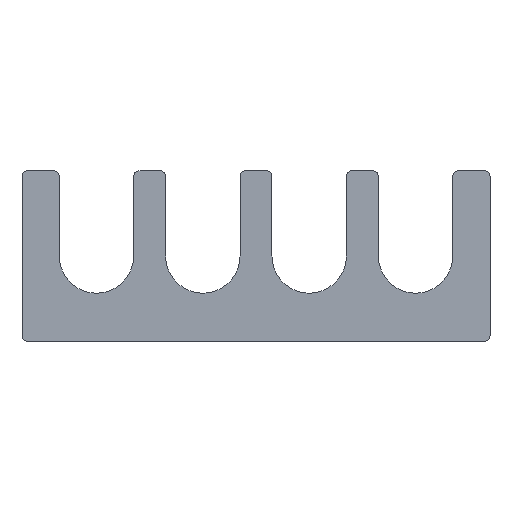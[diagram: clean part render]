
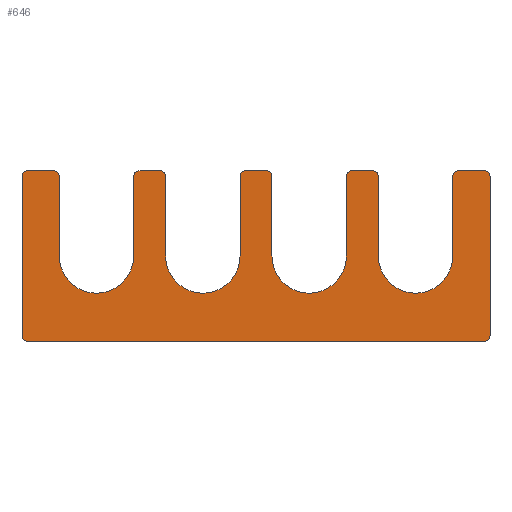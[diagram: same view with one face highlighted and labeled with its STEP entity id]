
A CAD part, top view. The second image highlights one B-rep face of the part: STEP entity #646.
In plain terms, the highlighted planar face has unit normal (0, 0, 1).
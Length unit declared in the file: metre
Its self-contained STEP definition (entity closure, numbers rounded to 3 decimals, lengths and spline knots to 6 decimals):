
#13=CIRCLE('',#679,0.0035);
#15=CIRCLE('',#685,0.0035);
#17=CIRCLE('',#691,0.0035);
#19=CIRCLE('',#697,0.0035);
#20=CIRCLE('',#702,0.0005);
#21=CIRCLE('',#703,0.0005);
#22=CIRCLE('',#704,0.0005);
#23=CIRCLE('',#705,0.0005);
#24=CIRCLE('',#706,0.0005);
#25=CIRCLE('',#707,0.0005);
#26=CIRCLE('',#708,0.0005);
#27=CIRCLE('',#709,0.0005);
#28=CIRCLE('',#710,0.0005);
#29=CIRCLE('',#711,0.0005);
#30=CIRCLE('',#712,0.0005);
#31=CIRCLE('',#713,0.0005);
#140=ORIENTED_EDGE('',*,*,#290,.T.);
#141=ORIENTED_EDGE('',*,*,#324,.T.);
#142=ORIENTED_EDGE('',*,*,#292,.F.);
#143=ORIENTED_EDGE('',*,*,#298,.F.);
#144=ORIENTED_EDGE('',*,*,#301,.T.);
#145=ORIENTED_EDGE('',*,*,#325,.T.);
#146=ORIENTED_EDGE('',*,*,#304,.T.);
#147=ORIENTED_EDGE('',*,*,#326,.T.);
#148=ORIENTED_EDGE('',*,*,#306,.F.);
#149=ORIENTED_EDGE('',*,*,#312,.F.);
#150=ORIENTED_EDGE('',*,*,#315,.T.);
#151=ORIENTED_EDGE('',*,*,#327,.T.);
#152=ORIENTED_EDGE('',*,*,#318,.T.);
#153=ORIENTED_EDGE('',*,*,#328,.T.);
#154=ORIENTED_EDGE('',*,*,#322,.F.);
#155=ORIENTED_EDGE('',*,*,#329,.T.);
#156=ORIENTED_EDGE('',*,*,#252,.F.);
#157=ORIENTED_EDGE('',*,*,#330,.T.);
#158=ORIENTED_EDGE('',*,*,#256,.T.);
#159=ORIENTED_EDGE('',*,*,#331,.T.);
#160=ORIENTED_EDGE('',*,*,#262,.T.);
#161=ORIENTED_EDGE('',*,*,#332,.T.);
#162=ORIENTED_EDGE('',*,*,#264,.F.);
#163=ORIENTED_EDGE('',*,*,#270,.T.);
#164=ORIENTED_EDGE('',*,*,#273,.T.);
#165=ORIENTED_EDGE('',*,*,#333,.T.);
#166=ORIENTED_EDGE('',*,*,#276,.F.);
#167=ORIENTED_EDGE('',*,*,#334,.T.);
#168=ORIENTED_EDGE('',*,*,#278,.F.);
#169=ORIENTED_EDGE('',*,*,#284,.T.);
#170=ORIENTED_EDGE('',*,*,#287,.T.);
#171=ORIENTED_EDGE('',*,*,#335,.T.);
#252=EDGE_CURVE('',#348,#349,#412,.T.);
#256=EDGE_CURVE('',#352,#353,#416,.T.);
#262=EDGE_CURVE('',#359,#358,#422,.T.);
#264=EDGE_CURVE('',#360,#361,#424,.T.);
#270=EDGE_CURVE('',#360,#365,#13,.T.);
#273=EDGE_CURVE('',#365,#367,#431,.T.);
#276=EDGE_CURVE('',#370,#371,#434,.T.);
#278=EDGE_CURVE('',#372,#373,#436,.T.);
#284=EDGE_CURVE('',#372,#377,#15,.T.);
#287=EDGE_CURVE('',#377,#379,#443,.T.);
#290=EDGE_CURVE('',#383,#382,#446,.T.);
#292=EDGE_CURVE('',#384,#385,#448,.T.);
#298=EDGE_CURVE('',#389,#384,#17,.T.);
#301=EDGE_CURVE('',#389,#391,#455,.T.);
#304=EDGE_CURVE('',#395,#394,#458,.T.);
#306=EDGE_CURVE('',#396,#397,#460,.T.);
#312=EDGE_CURVE('',#401,#396,#19,.T.);
#315=EDGE_CURVE('',#401,#403,#467,.T.);
#318=EDGE_CURVE('',#407,#406,#470,.T.);
#322=EDGE_CURVE('',#410,#411,#474,.T.);
#324=EDGE_CURVE('',#382,#385,#20,.T.);
#325=EDGE_CURVE('',#391,#395,#21,.T.);
#326=EDGE_CURVE('',#394,#397,#22,.T.);
#327=EDGE_CURVE('',#403,#407,#23,.T.);
#328=EDGE_CURVE('',#406,#411,#24,.T.);
#329=EDGE_CURVE('',#410,#349,#25,.T.);
#330=EDGE_CURVE('',#348,#352,#26,.T.);
#331=EDGE_CURVE('',#353,#359,#27,.T.);
#332=EDGE_CURVE('',#358,#361,#28,.T.);
#333=EDGE_CURVE('',#367,#371,#29,.T.);
#334=EDGE_CURVE('',#370,#373,#30,.T.);
#335=EDGE_CURVE('',#379,#383,#31,.T.);
#348=VERTEX_POINT('',#940);
#349=VERTEX_POINT('',#941);
#352=VERTEX_POINT('',#949);
#353=VERTEX_POINT('',#950);
#358=VERTEX_POINT('',#961);
#359=VERTEX_POINT('',#963);
#360=VERTEX_POINT('',#967);
#361=VERTEX_POINT('',#968);
#365=VERTEX_POINT('',#978);
#367=VERTEX_POINT('',#984);
#370=VERTEX_POINT('',#991);
#371=VERTEX_POINT('',#993);
#372=VERTEX_POINT('',#997);
#373=VERTEX_POINT('',#998);
#377=VERTEX_POINT('',#1008);
#379=VERTEX_POINT('',#1014);
#382=VERTEX_POINT('',#1021);
#383=VERTEX_POINT('',#1023);
#384=VERTEX_POINT('',#1027);
#385=VERTEX_POINT('',#1028);
#389=VERTEX_POINT('',#1038);
#391=VERTEX_POINT('',#1044);
#394=VERTEX_POINT('',#1051);
#395=VERTEX_POINT('',#1053);
#396=VERTEX_POINT('',#1057);
#397=VERTEX_POINT('',#1058);
#401=VERTEX_POINT('',#1068);
#403=VERTEX_POINT('',#1074);
#406=VERTEX_POINT('',#1081);
#407=VERTEX_POINT('',#1083);
#410=VERTEX_POINT('',#1090);
#411=VERTEX_POINT('',#1092);
#412=LINE('',#939,#476);
#416=LINE('',#948,#480);
#422=LINE('',#962,#486);
#424=LINE('',#966,#488);
#431=LINE('',#985,#495);
#434=LINE('',#992,#498);
#436=LINE('',#996,#500);
#443=LINE('',#1015,#507);
#446=LINE('',#1022,#510);
#448=LINE('',#1026,#512);
#455=LINE('',#1045,#519);
#458=LINE('',#1052,#522);
#460=LINE('',#1056,#524);
#467=LINE('',#1075,#531);
#470=LINE('',#1082,#534);
#474=LINE('',#1091,#538);
#476=VECTOR('',#743,1.);
#480=VECTOR('',#749,1.);
#486=VECTOR('',#757,1.);
#488=VECTOR('',#761,1.);
#495=VECTOR('',#776,1.);
#498=VECTOR('',#781,1.);
#500=VECTOR('',#785,1.);
#507=VECTOR('',#800,1.);
#510=VECTOR('',#805,1.);
#512=VECTOR('',#809,1.);
#519=VECTOR('',#824,1.);
#522=VECTOR('',#829,1.);
#524=VECTOR('',#833,1.);
#531=VECTOR('',#848,1.);
#534=VECTOR('',#853,1.);
#538=VECTOR('',#859,1.);
#560=EDGE_LOOP('',(#140,#141,#142,#143,#144,#145,#146,#147,#148,#149,#150,
#151,#152,#153,#154,#155,#156,#157,#158,#159,#160,#161,#162,#163,#164,#165,
#166,#167,#168,#169,#170,#171));
#594=FACE_BOUND('',#560,.T.);
#624=PLANE('',#701);
#646=ADVANCED_FACE('',(#594),#624,.T.);
#679=AXIS2_PLACEMENT_3D('',#979,#770,#771);
#685=AXIS2_PLACEMENT_3D('',#1009,#794,#795);
#691=AXIS2_PLACEMENT_3D('',#1039,#818,#819);
#697=AXIS2_PLACEMENT_3D('',#1069,#842,#843);
#701=AXIS2_PLACEMENT_3D('',#1094,#861,#862);
#702=AXIS2_PLACEMENT_3D('',#1095,#863,#864);
#703=AXIS2_PLACEMENT_3D('',#1096,#865,#866);
#704=AXIS2_PLACEMENT_3D('',#1097,#867,#868);
#705=AXIS2_PLACEMENT_3D('',#1098,#869,#870);
#706=AXIS2_PLACEMENT_3D('',#1099,#871,#872);
#707=AXIS2_PLACEMENT_3D('',#1100,#873,#874);
#708=AXIS2_PLACEMENT_3D('',#1101,#875,#876);
#709=AXIS2_PLACEMENT_3D('',#1102,#877,#878);
#710=AXIS2_PLACEMENT_3D('',#1103,#879,#880);
#711=AXIS2_PLACEMENT_3D('',#1104,#881,#882);
#712=AXIS2_PLACEMENT_3D('',#1105,#883,#884);
#713=AXIS2_PLACEMENT_3D('',#1106,#885,#886);
#743=DIRECTION('',(-1.,0.,0.));
#749=DIRECTION('',(0.,1.,0.));
#757=DIRECTION('',(-1.,0.,0.));
#761=DIRECTION('',(0.,1.,0.));
#770=DIRECTION('',(0.,0.,-1.));
#771=DIRECTION('',(1.,0.,0.));
#776=DIRECTION('',(0.,1.,0.));
#781=DIRECTION('',(1.,0.,0.));
#785=DIRECTION('',(0.,1.,0.));
#794=DIRECTION('',(0.,0.,-1.));
#795=DIRECTION('',(1.,0.,0.));
#800=DIRECTION('',(0.,1.,0.));
#805=DIRECTION('',(-1.,0.,0.));
#809=DIRECTION('',(0.,1.,0.));
#818=DIRECTION('',(0.,0.,1.));
#819=DIRECTION('',(1.,0.,0.));
#824=DIRECTION('',(0.,1.,0.));
#829=DIRECTION('',(-1.,0.,0.));
#833=DIRECTION('',(0.,1.,0.));
#842=DIRECTION('',(0.,0.,1.));
#843=DIRECTION('',(1.,0.,0.));
#848=DIRECTION('',(0.,1.,0.));
#853=DIRECTION('',(-1.,0.,0.));
#859=DIRECTION('',(0.,1.,0.));
#861=DIRECTION('',(0.,0.,1.));
#862=DIRECTION('',(1.,0.,0.));
#863=DIRECTION('',(0.,0.,1.));
#864=DIRECTION('',(1.,0.,0.));
#865=DIRECTION('',(0.,0.,1.));
#866=DIRECTION('',(1.,0.,0.));
#867=DIRECTION('',(0.,0.,1.));
#868=DIRECTION('',(1.,0.,0.));
#869=DIRECTION('',(0.,0.,1.));
#870=DIRECTION('',(1.,0.,0.));
#871=DIRECTION('',(0.,0.,1.));
#872=DIRECTION('',(1.,0.,0.));
#873=DIRECTION('',(0.,0.,1.));
#874=DIRECTION('',(1.,0.,0.));
#875=DIRECTION('',(0.,0.,1.));
#876=DIRECTION('',(1.,0.,0.));
#877=DIRECTION('',(0.,0.,1.));
#878=DIRECTION('',(1.,0.,0.));
#879=DIRECTION('',(0.,0.,1.));
#880=DIRECTION('',(1.,0.,0.));
#881=DIRECTION('',(0.,0.,1.));
#882=DIRECTION('',(1.,0.,0.));
#883=DIRECTION('',(0.,0.,1.));
#884=DIRECTION('',(1.,0.,0.));
#885=DIRECTION('',(0.,0.,1.));
#886=DIRECTION('',(1.,0.,0.));
#939=CARTESIAN_POINT('',(0.,-0.008,0.001));
#940=CARTESIAN_POINT('',(0.0215,-0.008,0.001));
#941=CARTESIAN_POINT('',(-0.0215,-0.008,0.001));
#948=CARTESIAN_POINT('',(0.022,0.,0.001));
#949=CARTESIAN_POINT('',(0.022,-0.0075,0.001));
#950=CARTESIAN_POINT('',(0.022,0.0075,0.001));
#961=CARTESIAN_POINT('',(0.019,0.008,0.001));
#962=CARTESIAN_POINT('',(0.02025,0.008,0.001));
#963=CARTESIAN_POINT('',(0.0215,0.008,0.001));
#966=CARTESIAN_POINT('',(0.0185,0.004,0.001));
#967=CARTESIAN_POINT('',(0.0185,0.,0.001));
#968=CARTESIAN_POINT('',(0.0185,0.0075,0.001));
#978=CARTESIAN_POINT('',(0.0115,0.,0.001));
#979=CARTESIAN_POINT('',(0.015,0.,0.001));
#984=CARTESIAN_POINT('',(0.0115,0.0075,0.001));
#985=CARTESIAN_POINT('',(0.0115,0.004,0.001));
#991=CARTESIAN_POINT('',(0.009,0.008,0.001));
#992=CARTESIAN_POINT('',(0.01,0.008,0.001));
#993=CARTESIAN_POINT('',(0.011,0.008,0.001));
#996=CARTESIAN_POINT('',(0.0085,0.004,0.001));
#997=CARTESIAN_POINT('',(0.0085,0.,0.001));
#998=CARTESIAN_POINT('',(0.0085,0.0075,0.001));
#1008=CARTESIAN_POINT('',(0.0015,0.,0.001));
#1009=CARTESIAN_POINT('',(0.005,0.,0.001));
#1014=CARTESIAN_POINT('',(0.0015,0.0075,0.001));
#1015=CARTESIAN_POINT('',(0.0015,0.004,0.001));
#1021=CARTESIAN_POINT('',(-0.001,0.008,0.001));
#1022=CARTESIAN_POINT('',(0.,0.008,0.001));
#1023=CARTESIAN_POINT('',(0.001,0.008,0.001));
#1026=CARTESIAN_POINT('',(-0.0015,0.004,0.001));
#1027=CARTESIAN_POINT('',(-0.0015,0.,0.001));
#1028=CARTESIAN_POINT('',(-0.0015,0.0075,0.001));
#1038=CARTESIAN_POINT('',(-0.0085,0.,0.001));
#1039=CARTESIAN_POINT('',(-0.005,0.,0.001));
#1044=CARTESIAN_POINT('',(-0.0085,0.0075,0.001));
#1045=CARTESIAN_POINT('',(-0.0085,0.004,0.001));
#1051=CARTESIAN_POINT('',(-0.011,0.008,0.001));
#1052=CARTESIAN_POINT('',(-0.01,0.008,0.001));
#1053=CARTESIAN_POINT('',(-0.009,0.008,0.001));
#1056=CARTESIAN_POINT('',(-0.0115,0.004,0.001));
#1057=CARTESIAN_POINT('',(-0.0115,0.,0.001));
#1058=CARTESIAN_POINT('',(-0.0115,0.0075,0.001));
#1068=CARTESIAN_POINT('',(-0.0185,0.,0.001));
#1069=CARTESIAN_POINT('',(-0.015,0.,0.001));
#1074=CARTESIAN_POINT('',(-0.0185,0.0075,0.001));
#1075=CARTESIAN_POINT('',(-0.0185,0.004,0.001));
#1081=CARTESIAN_POINT('',(-0.0215,0.008,0.001));
#1082=CARTESIAN_POINT('',(-0.02025,0.008,0.001));
#1083=CARTESIAN_POINT('',(-0.019,0.008,0.001));
#1090=CARTESIAN_POINT('',(-0.022,-0.0075,0.001));
#1091=CARTESIAN_POINT('',(-0.022,0.,0.001));
#1092=CARTESIAN_POINT('',(-0.022,0.0075,0.001));
#1094=CARTESIAN_POINT('',(0.,0.,0.001));
#1095=CARTESIAN_POINT('',(-0.001,0.0075,0.001));
#1096=CARTESIAN_POINT('',(-0.009,0.0075,0.001));
#1097=CARTESIAN_POINT('',(-0.011,0.0075,0.001));
#1098=CARTESIAN_POINT('',(-0.019,0.0075,0.001));
#1099=CARTESIAN_POINT('',(-0.0215,0.0075,0.001));
#1100=CARTESIAN_POINT('',(-0.0215,-0.0075,0.001));
#1101=CARTESIAN_POINT('',(0.0215,-0.0075,0.001));
#1102=CARTESIAN_POINT('',(0.0215,0.0075,0.001));
#1103=CARTESIAN_POINT('',(0.019,0.0075,0.001));
#1104=CARTESIAN_POINT('',(0.011,0.0075,0.001));
#1105=CARTESIAN_POINT('',(0.009,0.0075,0.001));
#1106=CARTESIAN_POINT('',(0.001,0.0075,0.001));
